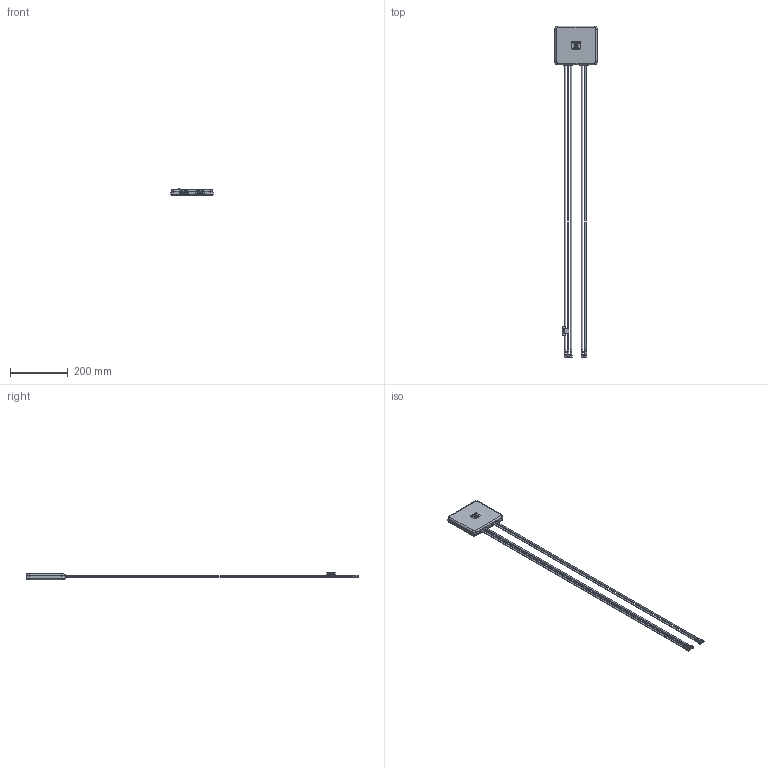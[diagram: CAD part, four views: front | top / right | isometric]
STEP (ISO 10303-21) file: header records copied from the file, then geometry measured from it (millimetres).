
FILE_DESCRIPTION (( 'STEP AP214' ), '1' );
FILE_NAME ('MA950.W.A.LBICG.005_Web.STEP', '2020-02-20T09:13:36', ( '' ), ( '' ), 'SwSTEP 2.0', 'SolidWorks 2017', '' );
FILE_SCHEMA (( 'AUTOMOTIVE_DESIGN' ));
Length unit declared in the file: millimetre
Products named in the file (1): MA950.W.A.LBICG.005_Web
Bounding box: 146.05 x 1149.45 x 24.45 mm (x, y, z)
Surface area: 127119.3 mm2 (no closed solid volume)
Topology: 0 solids, 62 shells, 259 faces, 1393 edges, 1158 vertices
Faces by surface type: plane 94, cylinder 84, cone 36, bspline 29, torus 16
Entity records: 20423 total; most frequent: CARTESIAN_POINT 7564, DIRECTION 1823, ORIENTED_EDGE 1774, EDGE_CURVE 1393, VERTEX_POINT 1158, VECTOR 685, LINE 685, AXIS2_PLACEMENT_3D 569
